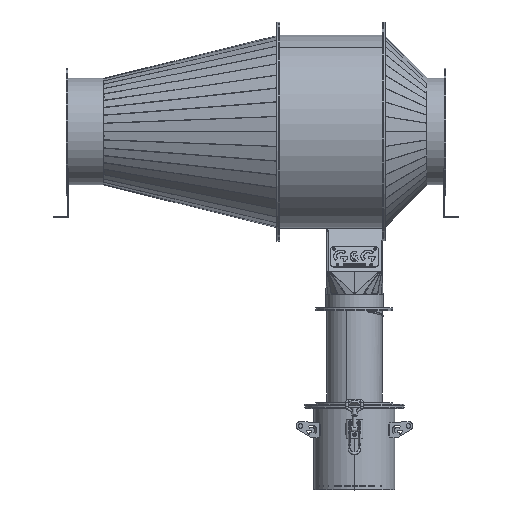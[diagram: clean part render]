
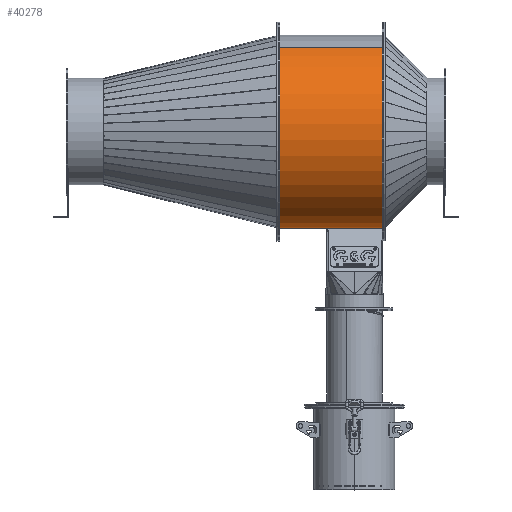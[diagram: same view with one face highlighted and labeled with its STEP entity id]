
A CAD part, top view. The second image highlights one B-rep face of the part: STEP entity #40278.
In plain terms, the highlighted cylindrical face has radius 258 mm (diameter 516 mm), a partial arc.
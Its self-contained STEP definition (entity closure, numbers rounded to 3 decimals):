
#1647 = CARTESIAN_POINT ( 'NONE',  ( 0., 0., 0. ) ) ;
#2808 = EDGE_CURVE ( 'NONE', #10951, #11412, #19180, .T. ) ;
#3250 = ORIENTED_EDGE ( 'NONE', *, *, #13539, .F. ) ;
#4057 = CARTESIAN_POINT ( 'NONE',  ( -0.251, 282.5, 258. ) ) ;
#4828 = VERTEX_POINT ( 'NONE', #4057 ) ;
#5834 = DIRECTION ( 'NONE',  ( 1., 0., 0. ) ) ;
#8476 = DIRECTION ( 'NONE',  ( 0., 0., -1. ) ) ;
#8925 = CARTESIAN_POINT ( 'NONE',  ( -126.393, 282.5, -224.92 ) ) ;
#10951 = VERTEX_POINT ( 'NONE', #30102 ) ;
#11036 = EDGE_CURVE ( 'NONE', #38397, #4828, #44866, .T. ) ;
#11125 = CARTESIAN_POINT ( 'NONE',  ( -0.251, 282.5, 258. ) ) ;
#11412 = VERTEX_POINT ( 'NONE', #28978 ) ;
#13465 = ORIENTED_EDGE ( 'NONE', *, *, #11036, .F. ) ;
#13539 = EDGE_CURVE ( 'NONE', #4828, #11412, #44425, .T. ) ;
#15603 = ORIENTED_EDGE ( 'NONE', *, *, #2808, .T. ) ;
#15795 = DIRECTION ( 'NONE',  ( 0., -1., 0. ) ) ;
#16398 = AXIS2_PLACEMENT_3D ( 'NONE', #33905, #15795, #8476 ) ;
#16534 = DIRECTION ( 'NONE',  ( 0., 1., 0. ) ) ;
#19180 = CIRCLE ( 'NONE', #35160, 258. ) ;
#19409 = VECTOR ( 'NONE', #16534, 1000. ) ;
#22162 = VECTOR ( 'NONE', #33014, 1000. ) ;
#22935 = CARTESIAN_POINT ( 'NONE',  ( 0., 282.5, 0. ) ) ;
#25847 = EDGE_LOOP ( 'NONE', ( #37316, #15603, #3250, #13465 ) ) ;
#26747 = CYLINDRICAL_SURFACE ( 'NONE', #16398, 258. ) ;
#28978 = CARTESIAN_POINT ( 'NONE',  ( -0.251, 0., 258. ) ) ;
#30102 = CARTESIAN_POINT ( 'NONE',  ( -126.393, 0., -224.92 ) ) ;
#33014 = DIRECTION ( 'NONE',  ( 0., -1., 0. ) ) ;
#33905 = CARTESIAN_POINT ( 'NONE',  ( 0., 282.5, 0. ) ) ;
#34152 = CARTESIAN_POINT ( 'NONE',  ( -126.393, 282.5, -224.92 ) ) ;
#35100 = LINE ( 'NONE', #34152, #19409 ) ;
#35160 = AXIS2_PLACEMENT_3D ( 'NONE', #1647, #45179, #41587 ) ;
#37316 = ORIENTED_EDGE ( 'NONE', *, *, #46640, .F. ) ;
#37463 = DIRECTION ( 'NONE',  ( 0., 1., 0. ) ) ;
#38020 = AXIS2_PLACEMENT_3D ( 'NONE', #22935, #37463, #5834 ) ;
#38397 = VERTEX_POINT ( 'NONE', #8925 ) ;
#40278 = ADVANCED_FACE ( 'NONE', ( #41028 ), #26747, .T. ) ;
#41028 = FACE_OUTER_BOUND ( 'NONE', #25847, .T. ) ;
#41587 = DIRECTION ( 'NONE',  ( 1., 0., 0. ) ) ;
#44425 = LINE ( 'NONE', #11125, #22162 ) ;
#44866 = CIRCLE ( 'NONE', #38020, 258. ) ;
#45179 = DIRECTION ( 'NONE',  ( 0., 1., 0. ) ) ;
#46640 = EDGE_CURVE ( 'NONE', #10951, #38397, #35100, .T. ) ;
